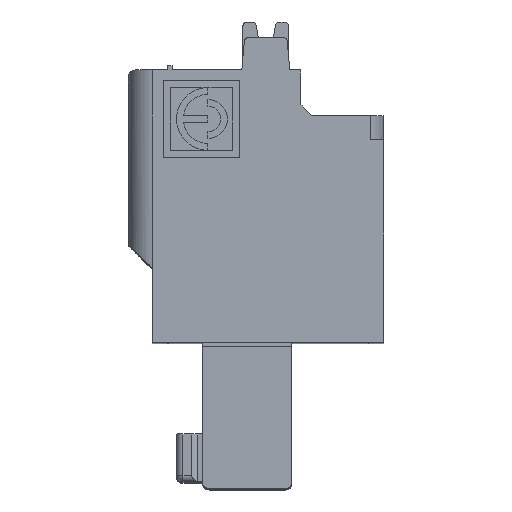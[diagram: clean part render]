
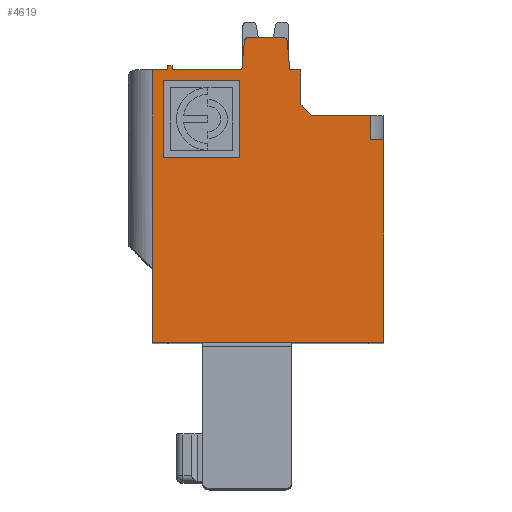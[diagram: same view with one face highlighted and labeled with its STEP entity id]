
A CAD part, top view. The second image highlights one B-rep face of the part: STEP entity #4619.
In plain terms, the highlighted planar face has unit normal (0, 0, 1).
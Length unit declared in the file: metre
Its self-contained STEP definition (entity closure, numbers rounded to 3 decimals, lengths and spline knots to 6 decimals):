
#4619=ADVANCED_FACE('',(#10661,#10662),#10663,.F.);
#7189=EDGE_CURVE('',#14543,#14544,#14545,.T.);
#10661=FACE_BOUND('',#18055,.T.);
#10662=FACE_OUTER_BOUND('',#18056,.T.);
#10663=PLANE('',#18057);
#14543=VERTEX_POINT('',#26259);
#14544=VERTEX_POINT('',#26260);
#14545=LINE('',#26261,#26262);
#14590=VERTEX_POINT('',#26392);
#14593=VERTEX_POINT('',#26397);
#14631=VERTEX_POINT('',#26486);
#14643=VERTEX_POINT('',#26518);
#14647=VERTEX_POINT('',#26524);
#14652=VERTEX_POINT('',#26531);
#14668=VERTEX_POINT('',#26557);
#14672=VERTEX_POINT('',#26563);
#14677=VERTEX_POINT('',#26570);
#14685=VERTEX_POINT('',#26583);
#18055=EDGE_LOOP('',(#36426,#36427,#36428,#36429));
#18056=EDGE_LOOP('',(#36430,#36431,#36432,#36433,#36434,#36435,#36436,#36437,#36438,#36439,#36440,#36441,#36442,#36443,#36444,#36445,#36446,#36447,#36448));
#18057=AXIS2_PLACEMENT_3D('',#36449,#36450,#36451);
#26259=CARTESIAN_POINT('',(0.1706,0.,-0.30808));
#26260=CARTESIAN_POINT('',(0.16,0.,-0.30808));
#26261=CARTESIAN_POINT('',(0.1706,0.,-0.30808));
#26262=VECTOR('',#38689,1.0);
#26392=CARTESIAN_POINT('',(0.1706,0.0093,-0.30808));
#26397=CARTESIAN_POINT('',(0.17,0.0093,-0.30808));
#26486=CARTESIAN_POINT('',(0.1607,0.0125,-0.30808));
#26518=CARTESIAN_POINT('',(0.1609,0.0125,-0.30808));
#26524=CARTESIAN_POINT('',(0.1641,0.0125,-0.30808));
#26531=CARTESIAN_POINT('',(0.1663,0.0125,-0.30808));
#26557=CARTESIAN_POINT('',(0.1607,0.0127,-0.30808));
#26563=CARTESIAN_POINT('',(0.1609,0.0127,-0.30808));
#26570=CARTESIAN_POINT('',(0.166185,0.013817,-0.30808));
#26583=CARTESIAN_POINT('',(0.164215,0.013817,-0.30808));
#36426=ORIENTED_EDGE('',*,*,#41454,.T.);
#36427=ORIENTED_EDGE('',*,*,#41393,.T.);
#36428=ORIENTED_EDGE('',*,*,#41447,.T.);
#36429=ORIENTED_EDGE('',*,*,#41455,.T.);
#36430=ORIENTED_EDGE('',*,*,#41456,.F.);
#36431=ORIENTED_EDGE('',*,*,#7189,.F.);
#36432=ORIENTED_EDGE('',*,*,#41381,.T.);
#36433=ORIENTED_EDGE('',*,*,#41383,.F.);
#36434=ORIENTED_EDGE('',*,*,#41386,.F.);
#36435=ORIENTED_EDGE('',*,*,#41150,.F.);
#36436=ORIENTED_EDGE('',*,*,#41127,.T.);
#36437=ORIENTED_EDGE('',*,*,#41175,.T.);
#36438=ORIENTED_EDGE('',*,*,#41457,.F.);
#36439=ORIENTED_EDGE('',*,*,#41458,.T.);
#36440=ORIENTED_EDGE('',*,*,#41459,.T.);
#36441=ORIENTED_EDGE('',*,*,#41460,.T.);
#36442=ORIENTED_EDGE('',*,*,#41461,.T.);
#36443=ORIENTED_EDGE('',*,*,#41462,.T.);
#36444=ORIENTED_EDGE('',*,*,#41463,.F.);
#36445=ORIENTED_EDGE('',*,*,#41464,.T.);
#36446=ORIENTED_EDGE('',*,*,#41465,.F.);
#36447=ORIENTED_EDGE('',*,*,#41466,.F.);
#36448=ORIENTED_EDGE('',*,*,#41442,.F.);
#36449=CARTESIAN_POINT('',(0.174572,0.033759,-0.30808));
#36450=DIRECTION('',(0.0,0.,-1.0));
#36451=DIRECTION('',(-1.0,0.0,0.0));
#38689=DIRECTION('',(-1.0,0.,0.));
#41127=EDGE_CURVE('',#44598,#44600,#44602,.T.);
#41150=EDGE_CURVE('',#44598,#44644,#44645,.T.);
#41175=EDGE_CURVE('',#44600,#44688,#44690,.T.);
#41381=EDGE_CURVE('',#14543,#14590,#44905,.T.);
#41383=EDGE_CURVE('',#14593,#14590,#44907,.T.);
#41386=EDGE_CURVE('',#44644,#14593,#44910,.T.);
#41393=EDGE_CURVE('',#44914,#44919,#44921,.T.);
#41442=EDGE_CURVE('',#44991,#14631,#44993,.T.);
#41447=EDGE_CURVE('',#44919,#44998,#44999,.T.);
#41454=EDGE_CURVE('',#45007,#44914,#45008,.T.);
#41455=EDGE_CURVE('',#44998,#45007,#45009,.T.);
#41456=EDGE_CURVE('',#14544,#44991,#45010,.T.);
#41457=EDGE_CURVE('',#14652,#44688,#45011,.T.);
#41458=EDGE_CURVE('',#14652,#14677,#45012,.T.);
#41459=EDGE_CURVE('',#14677,#45013,#45014,.T.);
#41460=EDGE_CURVE('',#45013,#45015,#45016,.T.);
#41461=EDGE_CURVE('',#45015,#14685,#45017,.T.);
#41462=EDGE_CURVE('',#14685,#14647,#45018,.T.);
#41463=EDGE_CURVE('',#14643,#14647,#45019,.T.);
#41464=EDGE_CURVE('',#14643,#14672,#45020,.T.);
#41465=EDGE_CURVE('',#14668,#14672,#45021,.T.);
#41466=EDGE_CURVE('',#14631,#14668,#45022,.T.);
#44598=VERTEX_POINT('',#49419);
#44600=VERTEX_POINT('',#49422);
#44602=LINE('',#49425,#49426);
#44644=VERTEX_POINT('',#49479);
#44645=LINE('',#49480,#49481);
#44688=VERTEX_POINT('',#49565);
#44690=LINE('',#49568,#49569);
#44905=LINE('',#49852,#49853);
#44907=LINE('',#49855,#49856);
#44910=LINE('',#49859,#49860);
#44914=VERTEX_POINT('',#49864);
#44919=VERTEX_POINT('',#49871);
#44921=LINE('',#49874,#49875);
#44991=VERTEX_POINT('',#49978);
#44993=LINE('',#49981,#49982);
#44998=VERTEX_POINT('',#49989);
#44999=LINE('',#49990,#49991);
#45007=VERTEX_POINT('',#50003);
#45008=LINE('',#50004,#50005);
#45009=LINE('',#50006,#50007);
#45010=LINE('',#50008,#50009);
#45011=LINE('',#50010,#50011);
#45012=LINE('',#50012,#50013);
#45013=VERTEX_POINT('',#50014);
#45014=CIRCLE('',#50015,0.0002);
#45015=VERTEX_POINT('',#50016);
#45016=LINE('',#50017,#50018);
#45017=CIRCLE('',#50019,0.0002);
#45018=LINE('',#50020,#50021);
#45019=LINE('',#50022,#50023);
#45020=LINE('',#50024,#50025);
#45021=LINE('',#50026,#50027);
#45022=LINE('',#50028,#50029);
#49419=CARTESIAN_POINT('',(0.167307,0.0104,-0.30808));
#49422=CARTESIAN_POINT('',(0.166811,0.010896,-0.30808));
#49425=CARTESIAN_POINT('',(0.159267,0.01844,-0.30808));
#49426=VECTOR('',#52221,1.0);
#49479=CARTESIAN_POINT('',(0.17,0.0104,-0.30808));
#49480=CARTESIAN_POINT('',(0.174572,0.0104,-0.30808));
#49481=VECTOR('',#52263,1.0);
#49565=CARTESIAN_POINT('',(0.166811,0.0125,-0.30808));
#49568=CARTESIAN_POINT('',(0.166811,0.033759,-0.30808));
#49569=VECTOR('',#52279,1.0);
#49852=CARTESIAN_POINT('',(0.1706,0.,-0.30808));
#49853=VECTOR('',#52417,1.0);
#49855=CARTESIAN_POINT('',(0.17,0.0093,-0.30808));
#49856=VECTOR('',#52418,1.0);
#49859=CARTESIAN_POINT('',(0.17,0.0125,-0.30808));
#49860=VECTOR('',#52419,1.0);
#49864=CARTESIAN_POINT('',(0.164,0.0085,-0.30808));
#49871=CARTESIAN_POINT('',(0.1605,0.0085,-0.30808));
#49874=CARTESIAN_POINT('',(0.174072,0.0085,-0.30808));
#49875=VECTOR('',#52423,1.0);
#49978=CARTESIAN_POINT('',(0.16,0.0125,-0.30808));
#49981=CARTESIAN_POINT('',(0.16,0.0125,-0.30808));
#49982=VECTOR('',#52470,1.0);
#49989=CARTESIAN_POINT('',(0.1605,0.012,-0.30808));
#49990=CARTESIAN_POINT('',(0.1605,0.033759,-0.30808));
#49991=VECTOR('',#52476,1.0);
#50003=CARTESIAN_POINT('',(0.164,0.012,-0.30808));
#50004=CARTESIAN_POINT('',(0.164,0.033759,-0.30808));
#50005=VECTOR('',#52481,1.0);
#50006=CARTESIAN_POINT('',(0.174072,0.012,-0.30808));
#50007=VECTOR('',#52482,1.0);
#50008=CARTESIAN_POINT('',(0.16,0.0118,-0.30808));
#50009=VECTOR('',#52483,1.0);
#50010=CARTESIAN_POINT('',(0.1663,0.0125,-0.30808));
#50011=VECTOR('',#52484,1.0);
#50012=CARTESIAN_POINT('',(0.1663,0.0125,-0.30808));
#50013=VECTOR('',#52485,1.0);
#50014=CARTESIAN_POINT('',(0.165985,0.014,-0.30808));
#50015=AXIS2_PLACEMENT_3D('',#52486,#52487,#52488);
#50016=CARTESIAN_POINT('',(0.164414,0.014,-0.30808));
#50017=CARTESIAN_POINT('',(0.164475,0.014,-0.30808));
#50018=VECTOR('',#52489,1.0);
#50019=AXIS2_PLACEMENT_3D('',#52490,#52491,#52492);
#50020=CARTESIAN_POINT('',(0.164215,0.013817,-0.30808));
#50021=VECTOR('',#52493,1.0);
#50022=CARTESIAN_POINT('',(0.1609,0.0125,-0.30808));
#50023=VECTOR('',#52494,1.0);
#50024=CARTESIAN_POINT('',(0.1609,0.0125,-0.30808));
#50025=VECTOR('',#52495,1.0);
#50026=CARTESIAN_POINT('',(0.1607,0.0127,-0.30808));
#50027=VECTOR('',#52496,1.0);
#50028=CARTESIAN_POINT('',(0.1607,0.0125,-0.30808));
#50029=VECTOR('',#52497,1.0);
#52221=DIRECTION('',(-0.707,0.707,0.));
#52263=DIRECTION('',(1.0,0.,0.));
#52279=DIRECTION('',(0.,1.0,0.));
#52417=DIRECTION('',(0.0,1.0,0.));
#52418=DIRECTION('',(1.0,0.0,0.0));
#52419=DIRECTION('',(0.0,-1.0,0.));
#52423=DIRECTION('',(-1.0,0.,0.));
#52470=DIRECTION('',(1.0,0.0,0.0));
#52476=DIRECTION('',(0.,1.0,0.));
#52481=DIRECTION('',(0.,-1.0,0.));
#52482=DIRECTION('',(1.0,0.,0.));
#52483=DIRECTION('',(0.0,1.0,0.));
#52484=DIRECTION('',(1.0,0.0,0.0));
#52485=DIRECTION('',(-0.087,0.996,0.));
#52486=CARTESIAN_POINT('',(0.165985,0.0138,-0.30808));
#52487=DIRECTION('',(0.,0.,1.0));
#52488=DIRECTION('',(0.996,0.087,0.));
#52489=DIRECTION('',(-1.0,-0.0,0.0));
#52490=CARTESIAN_POINT('',(0.164414,0.0138,-0.30808));
#52491=DIRECTION('',(0.0,0.,1.0));
#52492=DIRECTION('',(0.0,1.0,0.));
#52493=DIRECTION('',(-0.087,-0.996,0.));
#52494=DIRECTION('',(1.0,0.0,0.0));
#52495=DIRECTION('',(0.0,1.0,0.));
#52496=DIRECTION('',(1.0,0.0,0.0));
#52497=DIRECTION('',(0.0,1.0,0.));
